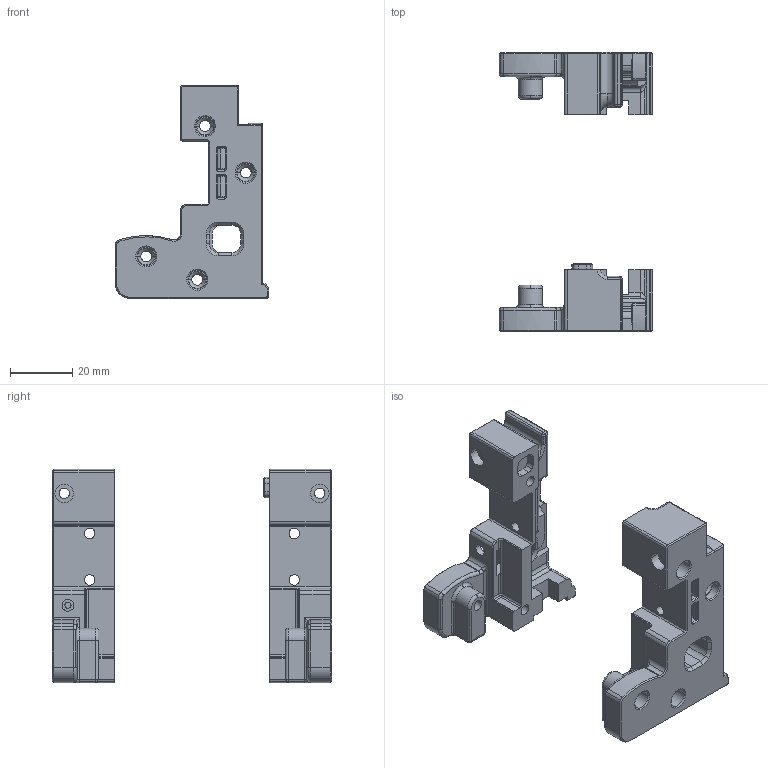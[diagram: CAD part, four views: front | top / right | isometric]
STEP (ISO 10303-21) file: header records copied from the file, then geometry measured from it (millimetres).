
FILE_DESCRIPTION(('STEP AP214'),'1');
FILE_NAME('CW1_2xMGN9.stp','2022-01-25T16:07:53',(' '),(' '),'Spatial InterOp 3D',' ',' ');
FILE_SCHEMA(('automotive_design'));
Length unit declared in the file: inch
Products named in the file (2): 1; 2
Bounding box: 49.5 x 90 x 68.75 mm (x, y, z)
Volume: 44266.3 mm3; surface area: 22220.4 mm2
Topology: 2 solids, 2 shells, 983 faces, 2578 edges, 1597 vertices
Faces by surface type: cylinder 393, plane 366, cone 118, torus 63, sphere 22, bspline 21
Entity records: 39274 total; most frequent: CARTESIAN_POINT 6548, DIRECTION 5460, ORIENTED_EDGE 5130, EDGE_CURVE 2565, AXIS2_PLACEMENT_3D 2004, VERTEX_POINT 1597, LINE 1452, VECTOR 1452
